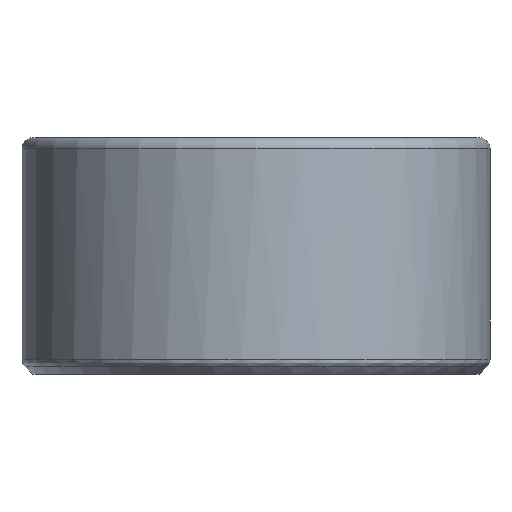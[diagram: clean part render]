
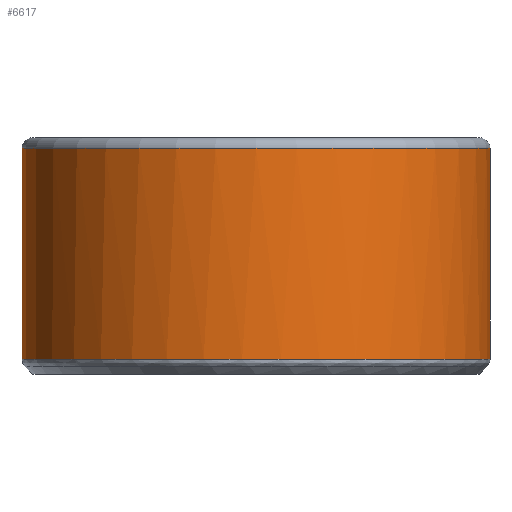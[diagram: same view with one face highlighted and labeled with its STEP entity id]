
A CAD part, front view. The second image highlights one B-rep face of the part: STEP entity #6617.
In plain terms, the highlighted cylindrical face has radius 21.75 mm (diameter 43.5 mm), a full revolution.
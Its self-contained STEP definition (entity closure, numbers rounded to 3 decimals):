
#6065 = TOROIDAL_SURFACE('',#6066,20.75,1.);
#6066 = AXIS2_PLACEMENT_3D('',#6067,#6068,#6069);
#6067 = CARTESIAN_POINT('',(0.,0.,21.));
#6068 = DIRECTION('',(0.,0.,1.));
#6069 = DIRECTION('',(1.,0.,-0.));
#6432 = VERTEX_POINT('',#6433);
#6433 = CARTESIAN_POINT('',(21.75,0.,21.));
#6453 = EDGE_CURVE('',#6432,#6432,#6454,.T.);
#6454 = SURFACE_CURVE('',#6455,(#6460,#6467),.PCURVE_S1.);
#6455 = CIRCLE('',#6456,21.75);
#6456 = AXIS2_PLACEMENT_3D('',#6457,#6458,#6459);
#6457 = CARTESIAN_POINT('',(0.,0.,21.));
#6458 = DIRECTION('',(0.,0.,1.));
#6459 = DIRECTION('',(1.,0.,-0.));
#6460 = PCURVE('',#6065,#6461);
#6461 = DEFINITIONAL_REPRESENTATION('',(#6462),#6466);
#6462 = LINE('',#6463,#6464);
#6463 = CARTESIAN_POINT('',(0.,0.));
#6464 = VECTOR('',#6465,1.);
#6465 = DIRECTION('',(1.,0.));
#6466 = ( GEOMETRIC_REPRESENTATION_CONTEXT(2) 
PARAMETRIC_REPRESENTATION_CONTEXT() REPRESENTATION_CONTEXT('2D SPACE',''
  ) );
#6467 = PCURVE('',#6468,#6473);
#6468 = CYLINDRICAL_SURFACE('',#6469,21.75);
#6469 = AXIS2_PLACEMENT_3D('',#6470,#6471,#6472);
#6470 = CARTESIAN_POINT('',(0.,0.,0.));
#6471 = DIRECTION('',(-0.,-0.,-1.));
#6472 = DIRECTION('',(1.,0.,0.));
#6473 = DEFINITIONAL_REPRESENTATION('',(#6474),#6478);
#6474 = LINE('',#6475,#6476);
#6475 = CARTESIAN_POINT('',(-0.,-21.));
#6476 = VECTOR('',#6477,1.);
#6477 = DIRECTION('',(-1.,0.));
#6478 = ( GEOMETRIC_REPRESENTATION_CONTEXT(2) 
PARAMETRIC_REPRESENTATION_CONTEXT() REPRESENTATION_CONTEXT('2D SPACE',''
  ) );
#6563 = ( BOUNDED_SURFACE() B_SPLINE_SURFACE(2,14,(
    (#6564,#6565,#6566,#6567,#6568,#6569,#6570,#6571,#6572,#6573,#6574
      ,#6575,#6576,#6577,#6578)
    ,(#6579,#6580,#6581,#6582,#6583,#6584,#6585,#6586,#6587,#6588,#6589
      ,#6590,#6591,#6592,#6593)
    ,(#6594,#6595,#6596,#6597,#6598,#6599,#6600,#6601,#6602,#6603,#6604
      ,#6605,#6606,#6607,#6608
)),.UNSPECIFIED.,.F.,.T.,.F.) B_SPLINE_SURFACE_WITH_KNOTS((3,3),(15,15),
  (0.,136.659),(0.,136.659),
.PIECEWISE_BEZIER_KNOTS.) GEOMETRIC_REPRESENTATION_ITEM() 
RATIONAL_B_SPLINE_SURFACE((
    (1.,1.,1.,1.,1.,1.
      ,1.,1.,1.,1.
      ,1.,1.,1.,1.,1.)
    ,(0.924,0.924,0.924,0.924
      ,0.924,0.924,0.924,0.924
      ,0.924,0.924,0.924,0.924
      ,0.924,0.924,0.924)
    ,(1.,1.,1.,1.,1.,1.
      ,1.,1.,1.,1.
      ,1.,1.,1.,1.,1.
))) REPRESENTATION_ITEM('') SURFACE() );
#6564 = CARTESIAN_POINT('',(21.75,0.,1.414));
#6565 = CARTESIAN_POINT('',(21.75,9.62,1.414
    ));
#6566 = CARTESIAN_POINT('',(17.168,19.445,
    1.414));
#6567 = CARTESIAN_POINT('',(7.682,26.914,
    1.414));
#6568 = CARTESIAN_POINT('',(-5.256,29.369,
    1.414));
#6569 = CARTESIAN_POINT('',(-18.659,24.509,
    1.414));
#6570 = CARTESIAN_POINT('',(-27.65,14.886,
    1.414));
#6571 = CARTESIAN_POINT('',(-33.338,0.,
    1.414));
#6572 = CARTESIAN_POINT('',(-27.65,-14.886,
    1.414));
#6573 = CARTESIAN_POINT('',(-18.659,-24.509,
    1.414));
#6574 = CARTESIAN_POINT('',(-5.256,-29.369,
    1.414));
#6575 = CARTESIAN_POINT('',(7.682,-26.914,
    1.414));
#6576 = CARTESIAN_POINT('',(17.168,-19.445,
    1.414));
#6577 = CARTESIAN_POINT('',(21.75,-9.62,
    1.414));
#6578 = CARTESIAN_POINT('',(21.75,0.,1.414));
#6579 = CARTESIAN_POINT('',(21.75,0.,1.));
#6580 = CARTESIAN_POINT('',(21.75,9.62,1.));
#6581 = CARTESIAN_POINT('',(17.168,19.445,1.));
#6582 = CARTESIAN_POINT('',(7.682,26.914,1.));
#6583 = CARTESIAN_POINT('',(-5.256,29.369,1.));
#6584 = CARTESIAN_POINT('',(-18.659,24.509,1.));
#6585 = CARTESIAN_POINT('',(-27.65,14.886,1.));
#6586 = CARTESIAN_POINT('',(-33.338,0.,1.));
#6587 = CARTESIAN_POINT('',(-27.65,-14.886,1.));
#6588 = CARTESIAN_POINT('',(-18.659,-24.509,1.));
#6589 = CARTESIAN_POINT('',(-5.256,-29.369,1.));
#6590 = CARTESIAN_POINT('',(7.682,-26.914,1.));
#6591 = CARTESIAN_POINT('',(17.168,-19.445,1.));
#6592 = CARTESIAN_POINT('',(21.75,-9.62,1.));
#6593 = CARTESIAN_POINT('',(21.75,0.,1.));
#6594 = CARTESIAN_POINT('',(21.457,0.,0.707));
#6595 = CARTESIAN_POINT('',(21.457,9.491,
    0.707));
#6596 = CARTESIAN_POINT('',(16.937,19.183,
    0.707));
#6597 = CARTESIAN_POINT('',(7.579,26.552,
    0.707));
#6598 = CARTESIAN_POINT('',(-5.186,28.974,
    0.707));
#6599 = CARTESIAN_POINT('',(-18.408,24.179,
    0.707));
#6600 = CARTESIAN_POINT('',(-27.278,14.686,
    0.707));
#6601 = CARTESIAN_POINT('',(-32.889,0.,
    0.707));
#6602 = CARTESIAN_POINT('',(-27.278,-14.686,
    0.707));
#6603 = CARTESIAN_POINT('',(-18.408,-24.179,
    0.707));
#6604 = CARTESIAN_POINT('',(-5.186,-28.974,
    0.707));
#6605 = CARTESIAN_POINT('',(7.579,-26.552,
    0.707));
#6606 = CARTESIAN_POINT('',(16.937,-19.183,
    0.707));
#6607 = CARTESIAN_POINT('',(21.457,-9.491,
    0.707));
#6608 = CARTESIAN_POINT('',(21.457,0.,
    0.707));
#6617 = ADVANCED_FACE('',(#6618),#6468,.T.);
#6618 = FACE_BOUND('',#6619,.F.);
#6619 = EDGE_LOOP('',(#6620,#6643,#6644,#6645));
#6620 = ORIENTED_EDGE('',*,*,#6621,.T.);
#6621 = EDGE_CURVE('',#6622,#6432,#6624,.T.);
#6622 = VERTEX_POINT('',#6623);
#6623 = CARTESIAN_POINT('',(21.75,0.,1.414));
#6624 = SEAM_CURVE('',#6625,(#6629,#6636),.PCURVE_S1.);
#6625 = LINE('',#6626,#6627);
#6626 = CARTESIAN_POINT('',(21.75,0.,0.));
#6627 = VECTOR('',#6628,1.);
#6628 = DIRECTION('',(0.,0.,1.));
#6629 = PCURVE('',#6468,#6630);
#6630 = DEFINITIONAL_REPRESENTATION('',(#6631),#6635);
#6631 = LINE('',#6632,#6633);
#6632 = CARTESIAN_POINT('',(-0.,0.));
#6633 = VECTOR('',#6634,1.);
#6634 = DIRECTION('',(-0.,-1.));
#6635 = ( GEOMETRIC_REPRESENTATION_CONTEXT(2) 
PARAMETRIC_REPRESENTATION_CONTEXT() REPRESENTATION_CONTEXT('2D SPACE',''
  ) );
#6636 = PCURVE('',#6468,#6637);
#6637 = DEFINITIONAL_REPRESENTATION('',(#6638),#6642);
#6638 = LINE('',#6639,#6640);
#6639 = CARTESIAN_POINT('',(-6.283,0.));
#6640 = VECTOR('',#6641,1.);
#6641 = DIRECTION('',(-0.,-1.));
#6642 = ( GEOMETRIC_REPRESENTATION_CONTEXT(2) 
PARAMETRIC_REPRESENTATION_CONTEXT() REPRESENTATION_CONTEXT('2D SPACE',''
  ) );
#6643 = ORIENTED_EDGE('',*,*,#6453,.T.);
#6644 = ORIENTED_EDGE('',*,*,#6621,.F.);
#6645 = ORIENTED_EDGE('',*,*,#6646,.F.);
#6646 = EDGE_CURVE('',#6622,#6622,#6647,.T.);
#6647 = SURFACE_CURVE('',#6648,(#6664,#6688),.PCURVE_S1.);
#6648 = ( BOUNDED_CURVE() B_SPLINE_CURVE(14,(#6649,#6650,#6651,#6652,
    #6653,#6654,#6655,#6656,#6657,#6658,#6659,#6660,#6661,#6662,#6663),
.UNSPECIFIED.,.T.,.F.) B_SPLINE_CURVE_WITH_KNOTS((15,15),(
0.,136.659),.PIECEWISE_BEZIER_KNOTS.) CURVE() 
GEOMETRIC_REPRESENTATION_ITEM() RATIONAL_B_SPLINE_CURVE((1.,1.,
    1.,1.,1.,1.,
    1.,1.,1.,1.,
    1.,1.,1.,1.,1.)) 
REPRESENTATION_ITEM('') );
#6649 = CARTESIAN_POINT('',(21.75,0.,1.414));
#6650 = CARTESIAN_POINT('',(21.75,9.62,1.414
    ));
#6651 = CARTESIAN_POINT('',(17.168,19.445,
    1.414));
#6652 = CARTESIAN_POINT('',(7.682,26.914,
    1.414));
#6653 = CARTESIAN_POINT('',(-5.256,29.369,
    1.414));
#6654 = CARTESIAN_POINT('',(-18.659,24.509,
    1.414));
#6655 = CARTESIAN_POINT('',(-27.65,14.886,
    1.414));
#6656 = CARTESIAN_POINT('',(-33.338,0.,
    1.414));
#6657 = CARTESIAN_POINT('',(-27.65,-14.886,
    1.414));
#6658 = CARTESIAN_POINT('',(-18.659,-24.509,
    1.414));
#6659 = CARTESIAN_POINT('',(-5.256,-29.369,
    1.414));
#6660 = CARTESIAN_POINT('',(7.682,-26.914,
    1.414));
#6661 = CARTESIAN_POINT('',(17.168,-19.445,
    1.414));
#6662 = CARTESIAN_POINT('',(21.75,-9.62,
    1.414));
#6663 = CARTESIAN_POINT('',(21.75,0.,1.414));
#6664 = PCURVE('',#6468,#6665);
#6665 = DEFINITIONAL_REPRESENTATION('',(#6666),#6687);
#6666 = B_SPLINE_CURVE_WITH_KNOTS('',10,(#6667,#6668,#6669,#6670,#6671,
    #6672,#6673,#6674,#6675,#6676,#6677,#6678,#6679,#6680,#6681,#6682,
    #6683,#6684,#6685,#6686),.UNSPECIFIED.,.F.,.F.,(11,9,11),(
    0.,68.33,136.659),.UNSPECIFIED.);
#6667 = CARTESIAN_POINT('',(0.,-1.414));
#6668 = CARTESIAN_POINT('',(-0.31,-1.414));
#6669 = CARTESIAN_POINT('',(-0.624,-1.414));
#6670 = CARTESIAN_POINT('',(-0.94,-1.414));
#6671 = CARTESIAN_POINT('',(-1.256,-1.414));
#6672 = CARTESIAN_POINT('',(-1.57,-1.414));
#6673 = CARTESIAN_POINT('',(-1.885,-1.414));
#6674 = CARTESIAN_POINT('',(-2.199,-1.414));
#6675 = CARTESIAN_POINT('',(-2.513,-1.414));
#6676 = CARTESIAN_POINT('',(-2.827,-1.414));
#6677 = CARTESIAN_POINT('',(-3.456,-1.414));
#6678 = CARTESIAN_POINT('',(-3.77,-1.414));
#6679 = CARTESIAN_POINT('',(-4.084,-1.414));
#6680 = CARTESIAN_POINT('',(-4.398,-1.414));
#6681 = CARTESIAN_POINT('',(-4.713,-1.414));
#6682 = CARTESIAN_POINT('',(-5.027,-1.414));
#6683 = CARTESIAN_POINT('',(-5.343,-1.414));
#6684 = CARTESIAN_POINT('',(-5.659,-1.414));
#6685 = CARTESIAN_POINT('',(-5.974,-1.414));
#6686 = CARTESIAN_POINT('',(-6.283,-1.414));
#6687 = ( GEOMETRIC_REPRESENTATION_CONTEXT(2) 
PARAMETRIC_REPRESENTATION_CONTEXT() REPRESENTATION_CONTEXT('2D SPACE',''
  ) );
#6688 = PCURVE('',#6563,#6689);
#6689 = DEFINITIONAL_REPRESENTATION('',(#6690),#6694);
#6690 = LINE('',#6691,#6692);
#6691 = CARTESIAN_POINT('',(0.,0.));
#6692 = VECTOR('',#6693,1.);
#6693 = DIRECTION('',(0.,1.));
#6694 = ( GEOMETRIC_REPRESENTATION_CONTEXT(2) 
PARAMETRIC_REPRESENTATION_CONTEXT() REPRESENTATION_CONTEXT('2D SPACE',''
  ) );
